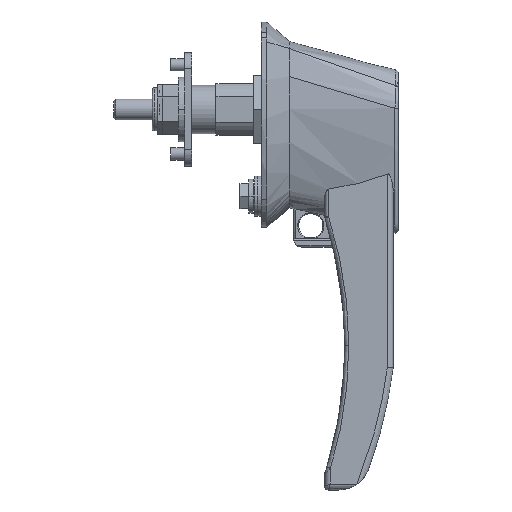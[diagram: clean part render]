
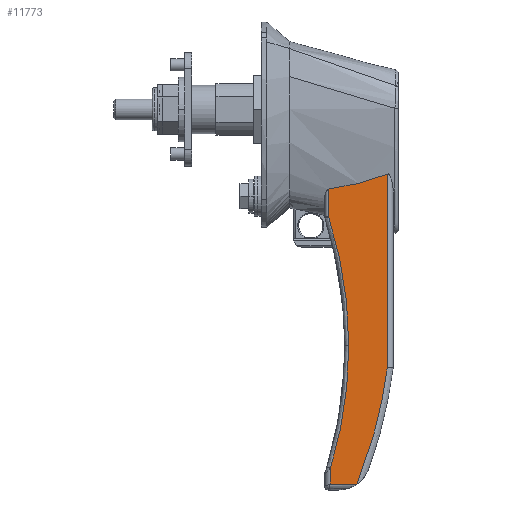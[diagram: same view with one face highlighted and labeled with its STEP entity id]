
A CAD part, top view. The second image highlights one B-rep face of the part: STEP entity #11773.
In plain terms, the highlighted face is planar.
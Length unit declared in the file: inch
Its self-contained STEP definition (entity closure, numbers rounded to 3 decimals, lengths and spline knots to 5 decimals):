
#16 = CARTESIAN_POINT ( 'NONE',  ( -4.82789, -20.56835, 27.57409 ) ) ;
#304 = CARTESIAN_POINT ( 'NONE',  ( -4.82789, -21.07922, 31.04992 ) ) ;
#359 = CARTESIAN_POINT ( 'NONE',  ( -4.82789, -20.39817, 30.88488 ) ) ;
#419 = VERTEX_POINT ( 'NONE', #579 ) ;
#425 = LINE ( 'NONE', #683, #14076 ) ;
#579 = CARTESIAN_POINT ( 'NONE',  ( -4.82789, -21.22544, 31.10528 ) ) ;
#683 = CARTESIAN_POINT ( 'NONE',  ( -4.82789, -20.34544, 31.22942 ) ) ;
#1008 = CARTESIAN_POINT ( 'NONE',  ( -4.82789, -20.96806, 26.90567 ) ) ;
#1410 = ORIENTED_EDGE ( 'NONE', *, *, #7769, .T. ) ;
#1585 = CARTESIAN_POINT ( 'NONE',  ( -4.82789, -20.99939, 31.02434 ) ) ;
#1708 = CARTESIAN_POINT ( 'NONE',  ( -4.82789, -20.77625, 30.96118 ) ) ;
#1825 = ORIENTED_EDGE ( 'NONE', *, *, #14066, .T. ) ;
#2103 = VERTEX_POINT ( 'NONE', #13582 ) ;
#2167 = CARTESIAN_POINT ( 'NONE',  ( -4.82789, -20.43492, 30.04641 ) ) ;
#2275 = DIRECTION ( 'NONE',  ( 0., 0., -1. ) ) ;
#2407 = CARTESIAN_POINT ( 'NONE',  ( -4.82789, -21.22544, 28.12739 ) ) ;
#2446 = ORIENTED_EDGE ( 'NONE', *, *, #3767, .T. ) ;
#2461 = CARTESIAN_POINT ( 'NONE',  ( -4.82789, -21.18567, 27.81718 ) ) ;
#2808 = CARTESIAN_POINT ( 'NONE',  ( -4.82789, -20.98793, 31.0207 ) ) ;
#2867 = CARTESIAN_POINT ( 'NONE',  ( -4.82789, -20.76174, 30.95759 ) ) ;
#2981 = CARTESIAN_POINT ( 'NONE',  ( -4.82789, -21.15305, 31.07646 ) ) ;
#3551 = CARTESIAN_POINT ( 'NONE',  ( -4.82789, -20.6288, 28.45784 ) ) ;
#3605 = CARTESIAN_POINT ( 'NONE',  ( -4.82789, -20.62048, 28.79706 ) ) ;
#3716 = CARTESIAN_POINT ( 'NONE',  ( -4.82789, -20.34544, 26.56298 ) ) ;
#3742 = DIRECTION ( 'NONE',  ( -1., 0., 0. ) ) ;
#3767 = EDGE_CURVE ( 'NONE', #4180, #12218, #16425, .T. ) ;
#4180 = VERTEX_POINT ( 'NONE', #14600 ) ;
#4253 = CARTESIAN_POINT ( 'NONE',  ( -4.82789, -20.85468, 30.9814 ) ) ;
#4316 = LINE ( 'NONE', #6718, #9494 ) ;
#4367 = CARTESIAN_POINT ( 'NONE',  ( -4.82789, -20.97183, 31.01566 ) ) ;
#4582 = VECTOR ( 'NONE', #2275, 39.37008 ) ;
#4720 = ORIENTED_EDGE ( 'NONE', *, *, #5594, .T. ) ;
#4827 = CARTESIAN_POINT ( 'NONE',  ( -4.82789, -20.36703, 30.28835 ) ) ;
#5110 = CARTESIAN_POINT ( 'NONE',  ( -4.82789, -20.6288, 28.45784 ) ) ;
#5167 = ORIENTED_EDGE ( 'NONE', *, *, #15026, .T. ) ;
#5242 = CARTESIAN_POINT ( 'NONE',  ( -4.82789, -20.62881, 28.2964 ) ) ;
#5544 = CARTESIAN_POINT ( 'NONE',  ( -4.82789, -20.74603, 30.95376 ) ) ;
#5558 = DIRECTION ( 'NONE',  ( 0., 0., 1. ) ) ;
#5584 = B_SPLINE_CURVE_WITH_KNOTS ( 'NONE', 3,
 ( #5110, #5242, #15806, #6631, #7894, #16, #15707, #9267, #7784, #14570 ),
 .UNSPECIFIED., .F., .F.,
 ( 4, 1, 1, 2, 2, 4 ),
 ( 0.51258, 0.63444, 0.69536, 0.72583, 0.75629, 1. ),
 .UNSPECIFIED. ) ;
#5594 = EDGE_CURVE ( 'NONE', #2103, #7918, #12854, .T. ) ;
#5725 = CARTESIAN_POINT ( 'NONE',  ( -4.82789, -20.31544, 30.87334 ) ) ;
#5773 = VERTEX_POINT ( 'NONE', #3716 ) ;
#6238 = CARTESIAN_POINT ( 'NONE',  ( -4.82789, -20.60553, 29.05076 ) ) ;
#6363 = CARTESIAN_POINT ( 'NONE',  ( -4.82789, -21.12624, 27.5108 ) ) ;
#6416 = CARTESIAN_POINT ( 'NONE',  ( -4.82789, -20.25544, 31.22942 ) ) ;
#6631 = CARTESIAN_POINT ( 'NONE',  ( -4.82789, -20.59352, 27.77416 ) ) ;
#6718 = CARTESIAN_POINT ( 'NONE',  ( -4.82789, -21.22544, 31.22942 ) ) ;
#6791 = B_SPLINE_CURVE_WITH_KNOTS ( 'NONE', 3,
 ( #8704, #4827, #2167, #16821, #8987, #8811, #16881, #14173, #6238, #3605, #10258, #14235, #3551 ),
 .UNSPECIFIED., .F., .F.,
 ( 4, 1, 1, 2, 2, 1, 2, 4 ),
 ( 0., 0.12815, 0.19222, 0.22425, 0.25629, 0.38444, 0.44851, 0.51258 ),
 .UNSPECIFIED. ) ;
#6810 = ORIENTED_EDGE ( 'NONE', *, *, #6888, .T. ) ;
#6836 = CARTESIAN_POINT ( 'NONE',  ( -4.82789, -20.75283, 26.31942 ) ) ;
#6876 = CARTESIAN_POINT ( 'NONE',  ( -4.82789, -20.93943, 31.00573 ) ) ;
#6888 = EDGE_CURVE ( 'NONE', #12218, #8203, #16433, .T. ) ;
#6928 = CARTESIAN_POINT ( 'NONE',  ( -4.82789, -20.47802, 30.89803 ) ) ;
#7667 = ORIENTED_EDGE ( 'NONE', *, *, #7921, .T. ) ;
#7769 = EDGE_CURVE ( 'NONE', #7918, #13400, #6791, .T. ) ;
#7784 = CARTESIAN_POINT ( 'NONE',  ( -4.82789, -20.43885, 26.86832 ) ) ;
#7791 = CARTESIAN_POINT ( 'NONE',  ( -4.82789, -20.75283, 26.31942 ) ) ;
#7894 = CARTESIAN_POINT ( 'NONE',  ( -4.82789, -20.57887, 27.65409 ) ) ;
#7918 = VERTEX_POINT ( 'NONE', #15866 ) ;
#7921 = EDGE_CURVE ( 'NONE', #13400, #5773, #5584, .T. ) ;
#8005 = FACE_OUTER_BOUND ( 'NONE', #14499, .T. ) ;
#8203 = VERTEX_POINT ( 'NONE', #13884 ) ;
#8233 = CARTESIAN_POINT ( 'NONE',  ( -4.82789, -20.76956, 30.95952 ) ) ;
#8345 = CARTESIAN_POINT ( 'NONE',  ( -4.82789, -20.68687, 30.94 ) ) ;
#8540 = VECTOR ( 'NONE', #9720, 39.37008 ) ;
#8704 = CARTESIAN_POINT ( 'NONE',  ( -4.82789, -20.31544, 30.44811 ) ) ;
#8811 = CARTESIAN_POINT ( 'NONE',  ( -4.82789, -20.5355, 29.55403 ) ) ;
#8987 = CARTESIAN_POINT ( 'NONE',  ( -4.82789, -20.52078, 29.63659 ) ) ;
#9267 = CARTESIAN_POINT ( 'NONE',  ( -4.82789, -20.50929, 27.17882 ) ) ;
#9494 = VECTOR ( 'NONE', #5558, 39.37008 ) ;
#9521 = CARTESIAN_POINT ( 'NONE',  ( -4.82789, -20.77513, 30.9609 ) ) ;
#9578 = CARTESIAN_POINT ( 'NONE',  ( -4.82789, -20.91133, 30.99749 ) ) ;
#9632 = CARTESIAN_POINT ( 'NONE',  ( -4.82789, -20.5935, 30.92008 ) ) ;
#9681 = CARTESIAN_POINT ( 'NONE',  ( -4.82789, -20.77346, 30.96048 ) ) ;
#9720 = DIRECTION ( 'NONE',  ( 0., -1., 0. ) ) ;
#9912 = AXIS2_PLACEMENT_3D ( 'NONE', #6416, #3742, #16946 ) ;
#10258 = CARTESIAN_POINT ( 'NONE',  ( -4.82789, -20.62713, 28.62764 ) ) ;
#10324 = PLANE ( 'NONE',  #9912 ) ;
#11286 = CARTESIAN_POINT ( 'NONE',  ( -4.82789, -20.6288, 28.45784 ) ) ;
#11773 = ADVANCED_FACE ( 'NONE', ( #8005 ), #10324, .T. ) ;
#12045 = CARTESIAN_POINT ( 'NONE',  ( -4.82789, -21.00161, 31.02505 ) ) ;
#12100 = CARTESIAN_POINT ( 'NONE',  ( -4.82789, -20.63128, 30.92782 ) ) ;
#12218 = VERTEX_POINT ( 'NONE', #6836 ) ;
#12225 = CARTESIAN_POINT ( 'NONE',  ( -4.82789, -20.9948, 31.02288 ) ) ;
#12732 = EDGE_CURVE ( 'NONE', #2103, #419, #14448, .T. ) ;
#12854 = LINE ( 'NONE', #12966, #4582 ) ;
#12966 = CARTESIAN_POINT ( 'NONE',  ( -4.82789, -20.31544, 31.22942 ) ) ;
#13400 = VERTEX_POINT ( 'NONE', #11286 ) ;
#13501 = CARTESIAN_POINT ( 'NONE',  ( -4.82789, -21.22544, 31.10528 ) ) ;
#13582 = CARTESIAN_POINT ( 'NONE',  ( -4.82789, -20.31544, 30.87334 ) ) ;
#13884 = CARTESIAN_POINT ( 'NONE',  ( -4.82789, -21.22544, 28.12739 ) ) ;
#14066 = EDGE_CURVE ( 'NONE', #5773, #4180, #425, .T. ) ;
#14076 = VECTOR ( 'NONE', #14952, 39.37008 ) ;
#14173 = CARTESIAN_POINT ( 'NONE',  ( -4.82789, -20.57565, 29.30319 ) ) ;
#14235 = CARTESIAN_POINT ( 'NONE',  ( -4.82789, -20.6288, 28.54272 ) ) ;
#14448 = B_SPLINE_CURVE_WITH_KNOTS ( 'NONE', 3,
 ( #5725, #359, #6928, #9632, #12100, #8345, #14764, #5544, #2867, #8233, #9681, #9521, #1708, #14876, #16179, #4253, #9578, #6876, #4367, #2808, #12225, #1585, #12045, #304, #2981, #13501 ),
 .UNSPECIFIED., .F., .F.,
 ( 4, 2, 2, 1, 1, 1, 1, 1, 2, 2, 2, 1, 1, 1, 2, 2, 4 ),
 ( 0., 0.25, 0.375, 0.4375, 0.46875, 0.48437, 0.49219, 0.49609, 0.49805, 0.5, 0.625, 0.6875, 0.71875, 0.73437, 0.74219, 0.75, 1. ),
 .UNSPECIFIED. ) ;
#14499 = EDGE_LOOP ( 'NONE', ( #6810, #5167, #16038, #4720, #1410, #7667, #1825, #2446 ) ) ;
#14570 = CARTESIAN_POINT ( 'NONE',  ( -4.82789, -20.34544, 26.56298 ) ) ;
#14600 = CARTESIAN_POINT ( 'NONE',  ( -4.82789, -20.34544, 26.31942 ) ) ;
#14764 = CARTESIAN_POINT ( 'NONE',  ( -4.82789, -20.71439, 30.94624 ) ) ;
#14876 = CARTESIAN_POINT ( 'NONE',  ( -4.82789, -20.77675, 30.9613 ) ) ;
#14952 = DIRECTION ( 'NONE',  ( 0., 0., -1. ) ) ;
#15026 = EDGE_CURVE ( 'NONE', #8203, #419, #4316, .T. ) ;
#15148 = CARTESIAN_POINT ( 'NONE',  ( -4.82789, -20.25544, 26.31942 ) ) ;
#15657 = CARTESIAN_POINT ( 'NONE',  ( -4.82789, -20.86995, 26.60939 ) ) ;
#15707 = CARTESIAN_POINT ( 'NONE',  ( -4.82789, -20.56269, 27.53393 ) ) ;
#15806 = CARTESIAN_POINT ( 'NONE',  ( -4.82789, -20.6198, 28.05487 ) ) ;
#15866 = CARTESIAN_POINT ( 'NONE',  ( -4.82789, -20.31544, 30.44811 ) ) ;
#16038 = ORIENTED_EDGE ( 'NONE', *, *, #12732, .F. ) ;
#16179 = CARTESIAN_POINT ( 'NONE',  ( -4.82789, -20.81632, 30.97117 ) ) ;
#16425 = LINE ( 'NONE', #15148, #8540 ) ;
#16433 = B_SPLINE_CURVE_WITH_KNOTS ( 'NONE', 3,
 ( #7791, #15657, #1008, #6363, #2461, #2407 ),
 .UNSPECIFIED., .F., .F.,
 ( 4, 2, 4 ),
 ( 0., 0.5, 1. ),
 .UNSPECIFIED. ) ;
#16821 = CARTESIAN_POINT ( 'NONE',  ( -4.82789, -20.49751, 29.76014 ) ) ;
#16881 = CARTESIAN_POINT ( 'NONE',  ( -4.82789, -20.54244, 29.51284 ) ) ;
#16946 = DIRECTION ( 'NONE',  ( 0., -1., 0. ) ) ;
